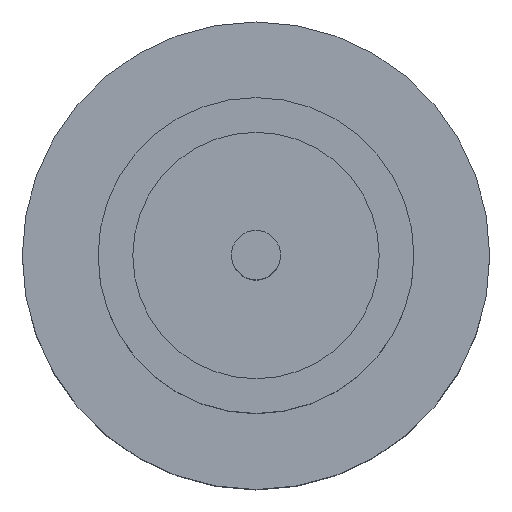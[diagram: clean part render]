
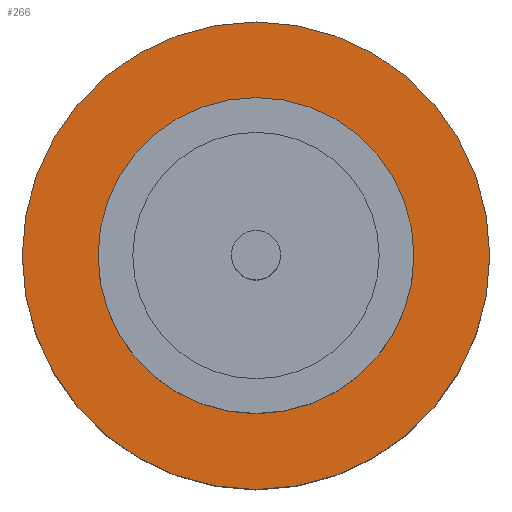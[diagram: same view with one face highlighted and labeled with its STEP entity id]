
A CAD part, top view. The second image highlights one B-rep face of the part: STEP entity #266.
In plain terms, the highlighted planar face has unit normal (0, 0, 1).
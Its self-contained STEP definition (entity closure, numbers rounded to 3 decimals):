
#1 = DIRECTION ( 'NONE',  ( 0., 0., 1. ) ) ;
#44 = DIRECTION ( 'NONE',  ( 0., 0., 1. ) ) ;
#70 = VERTEX_POINT ( 'NONE', #232 ) ;
#86 = AXIS2_PLACEMENT_3D ( 'NONE', #185, #600, #187 ) ;
#96 = EDGE_CURVE ( 'NONE', #534, #357, #607, .T. ) ;
#151 = CARTESIAN_POINT ( 'NONE',  ( 1.25, 0., 1.55 ) ) ;
#185 = CARTESIAN_POINT ( 'NONE',  ( 0., 0., 1.55 ) ) ;
#187 = DIRECTION ( 'NONE',  ( 1., 0., 0. ) ) ;
#197 = AXIS2_PLACEMENT_3D ( 'NONE', #340, #44, #343 ) ;
#213 = FACE_BOUND ( 'NONE', #589, .T. ) ;
#216 = CARTESIAN_POINT ( 'NONE',  ( 1.85, 0., 1.55 ) ) ;
#232 = CARTESIAN_POINT ( 'NONE',  ( -1.85, 0., 1.55 ) ) ;
#234 = EDGE_CURVE ( 'NONE', #719, #70, #643, .T. ) ;
#248 = FACE_OUTER_BOUND ( 'NONE', #539, .T. ) ;
#263 = ORIENTED_EDGE ( 'NONE', *, *, #312, .T. ) ;
#266 = ADVANCED_FACE ( 'NONE', ( #213, #248 ), #368, .T. ) ;
#277 = ORIENTED_EDGE ( 'NONE', *, *, #234, .T. ) ;
#292 = CARTESIAN_POINT ( 'NONE',  ( 0., 0., 1.55 ) ) ;
#304 = DIRECTION ( 'NONE',  ( 1., 0., 0. ) ) ;
#312 = EDGE_CURVE ( 'NONE', #70, #719, #519, .T. ) ;
#322 = AXIS2_PLACEMENT_3D ( 'NONE', #612, #662, #439 ) ;
#340 = CARTESIAN_POINT ( 'NONE',  ( 0., 0., 1.55 ) ) ;
#343 = DIRECTION ( 'NONE',  ( 1., 0., 0. ) ) ;
#357 = VERTEX_POINT ( 'NONE', #549 ) ;
#360 = AXIS2_PLACEMENT_3D ( 'NONE', #292, #1, #647 ) ;
#368 = PLANE ( 'NONE',  #86 ) ;
#391 = AXIS2_PLACEMENT_3D ( 'NONE', #482, #652, #304 ) ;
#439 = DIRECTION ( 'NONE',  ( 1., 0., 0. ) ) ;
#482 = CARTESIAN_POINT ( 'NONE',  ( 0., 0., 1.55 ) ) ;
#519 = CIRCLE ( 'NONE', #322, 1.85 ) ;
#534 = VERTEX_POINT ( 'NONE', #151 ) ;
#539 = EDGE_LOOP ( 'NONE', ( #263, #277 ) ) ;
#549 = CARTESIAN_POINT ( 'NONE',  ( -1.25, 0., 1.55 ) ) ;
#556 = ORIENTED_EDGE ( 'NONE', *, *, #96, .F. ) ;
#559 = CIRCLE ( 'NONE', #197, 1.25 ) ;
#589 = EDGE_LOOP ( 'NONE', ( #556, #736 ) ) ;
#600 = DIRECTION ( 'NONE',  ( 0., 0., 1. ) ) ;
#607 = CIRCLE ( 'NONE', #360, 1.25 ) ;
#612 = CARTESIAN_POINT ( 'NONE',  ( 0., 0., 1.55 ) ) ;
#643 = CIRCLE ( 'NONE', #391, 1.85 ) ;
#647 = DIRECTION ( 'NONE',  ( 1., 0., 0. ) ) ;
#652 = DIRECTION ( 'NONE',  ( 0., 0., 1. ) ) ;
#659 = EDGE_CURVE ( 'NONE', #357, #534, #559, .T. ) ;
#662 = DIRECTION ( 'NONE',  ( 0., 0., 1. ) ) ;
#719 = VERTEX_POINT ( 'NONE', #216 ) ;
#736 = ORIENTED_EDGE ( 'NONE', *, *, #659, .F. ) ;
